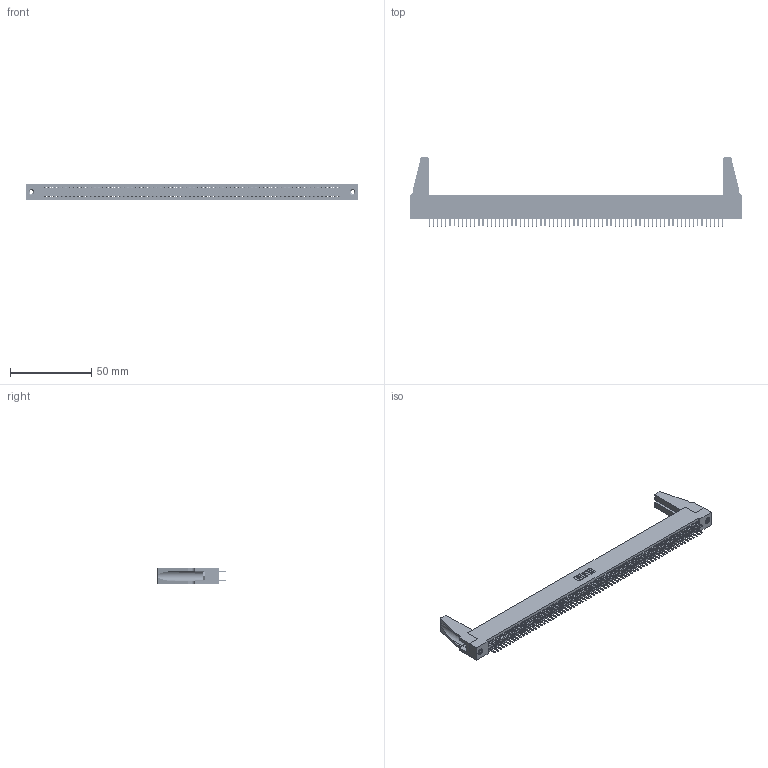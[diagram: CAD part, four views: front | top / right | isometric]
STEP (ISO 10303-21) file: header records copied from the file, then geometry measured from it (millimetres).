
FILE_DESCRIPTION (( 'STEP AP203' ), '1' );
FILE_NAME ('345-144-520-288.STEP', '2019-11-09T07:08:35', ( '' ), ( '' ), 'SwSTEP 2.0', 'SolidWorks 2016', '' );
FILE_SCHEMA (( 'CONFIG_CONTROL_DESIGN' ));
Length unit declared in the file: inch
Products named in the file (5): 345-220-078_345-220-088; 345-144-520-288; 345-292-001_345-293-120; 345 Part_Flush Mounting Lugs - 0.156 Dia-TH; 345-250-001_345-250-001-102
Assembly tree (149 placements, depth 2):
  345-144-520-288
    345 Part_Flush Mounting Lugs - 0.156 Dia-TH
    345-292-001_345-293-120  x144
    345-250-001_345-250-001-102  x2
    345-220-078_345-220-088  x2
Bounding box: 204.11 x 42.55 x 9.4 mm (x, y, z)
Volume: 23295.5 mm3; surface area: 33195.5 mm2
Topology: 149 solids, 149 shells, 8026 faces, 23263 edges, 15114 vertices
Faces by surface type: plane 5192, cylinder 2818, cone 12, torus 4
Entity records: 54716 total; most frequent: CARTESIAN_POINT 9150, ORIENTED_EDGE 9032, DIRECTION 8024, EDGE_CURVE 4516, LINE 4050, VECTOR 4050, VERTEX_POINT 3002, AXIS2_PLACEMENT_3D 1987
